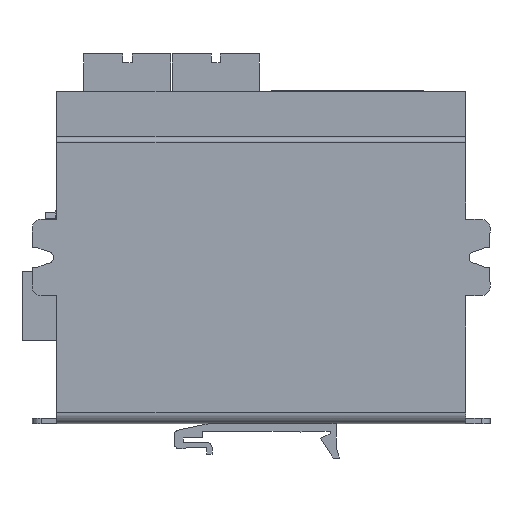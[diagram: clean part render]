
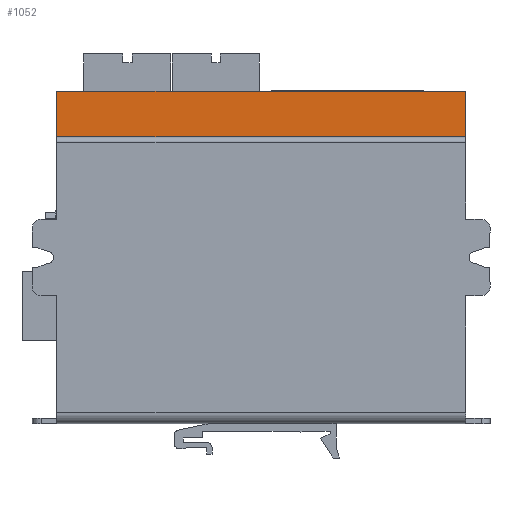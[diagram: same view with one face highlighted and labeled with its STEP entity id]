
A CAD part, left-side view. The second image highlights one B-rep face of the part: STEP entity #1052.
In plain terms, the highlighted planar face has unit normal (-1, 0, 0).
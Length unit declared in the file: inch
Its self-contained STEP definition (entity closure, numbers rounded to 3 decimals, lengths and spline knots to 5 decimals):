
#1052 = ADVANCED_FACE ( 'NONE', ( #7761 ), #13166, .T. ) ;
#2387 = EDGE_CURVE ( 'NONE', #8270, #8278, #13787, .T. ) ;
#2495 = EDGE_CURVE ( 'NONE', #8270, #8440, #13965, .T. ) ;
#2526 = EDGE_CURVE ( 'NONE', #8366, #8440, #13992, .T. ) ;
#6783 = CARTESIAN_POINT ( 'NONE',  ( -0.8, -2.35, -1.91 ) ) ;
#6784 = DIRECTION ( 'NONE',  ( 0., 0., 1. ) ) ;
#6849 = CARTESIAN_POINT ( 'NONE',  ( -0.8, 2.35, 1.91 ) ) ;
#6850 = DIRECTION ( 'NONE',  ( 0., -1., 0. ) ) ;
#7761 = FACE_OUTER_BOUND ( 'NONE', #18632, .T. ) ;
#8270 = VERTEX_POINT ( 'NONE', #16296 ) ;
#8278 = VERTEX_POINT ( 'NONE', #16304 ) ;
#8366 = VERTEX_POINT ( 'NONE', #16392 ) ;
#8440 = VERTEX_POINT ( 'NONE', #16466 ) ;
#9760 = LINE ( 'NONE', #17357, #10641 ) ;
#10641 = VECTOR ( 'NONE', #17358, 39.37008 ) ;
#11923 = AXIS2_PLACEMENT_3D ( 'NONE', #13167, #13168, #13169 ) ;
#12115 = VECTOR ( 'NONE', #13514, 39.37008 ) ;
#12468 = VECTOR ( 'NONE', #6784, 39.37008 ) ;
#13166 = PLANE ( 'NONE',  #11923 ) ;
#13167 = CARTESIAN_POINT ( 'NONE',  ( -0.8, 2.35, -1.91 ) ) ;
#13168 = DIRECTION ( 'NONE',  ( -1., 0., 0. ) ) ;
#13169 = DIRECTION ( 'NONE',  ( 0., -1., 0. ) ) ;
#13513 = CARTESIAN_POINT ( 'NONE',  ( -0.8, 2.35, 1.385 ) ) ;
#13514 = DIRECTION ( 'NONE',  ( 0., 1., 0. ) ) ;
#13787 = LINE ( 'NONE', #13513, #12115 ) ;
#13965 = LINE ( 'NONE', #6783, #12468 ) ;
#13992 = LINE ( 'NONE', #6849, #14314 ) ;
#14314 = VECTOR ( 'NONE', #6850, 39.37008 ) ;
#16296 = CARTESIAN_POINT ( 'NONE',  ( -0.8, -2.35, 1.385 ) ) ;
#16304 = CARTESIAN_POINT ( 'NONE',  ( -0.8, 2.35, 1.385 ) ) ;
#16392 = CARTESIAN_POINT ( 'NONE',  ( -0.8, 2.35, 1.91 ) ) ;
#16466 = CARTESIAN_POINT ( 'NONE',  ( -0.8, -2.35, 1.91 ) ) ;
#17357 = CARTESIAN_POINT ( 'NONE',  ( -0.8, 2.35, -1.91 ) ) ;
#17358 = DIRECTION ( 'NONE',  ( 0., 0., 1. ) ) ;
#18376 = ORIENTED_EDGE ( 'NONE', *, *, #2387, .F. ) ;
#18632 = EDGE_LOOP ( 'NONE', ( #18376, #18738, #18655, #18736 ) ) ;
#18655 = ORIENTED_EDGE ( 'NONE', *, *, #2526, .F. ) ;
#18736 = ORIENTED_EDGE ( 'NONE', *, *, #19483, .F. ) ;
#18738 = ORIENTED_EDGE ( 'NONE', *, *, #2495, .T. ) ;
#19483 = EDGE_CURVE ( 'NONE', #8278, #8366, #9760, .T. ) ;
